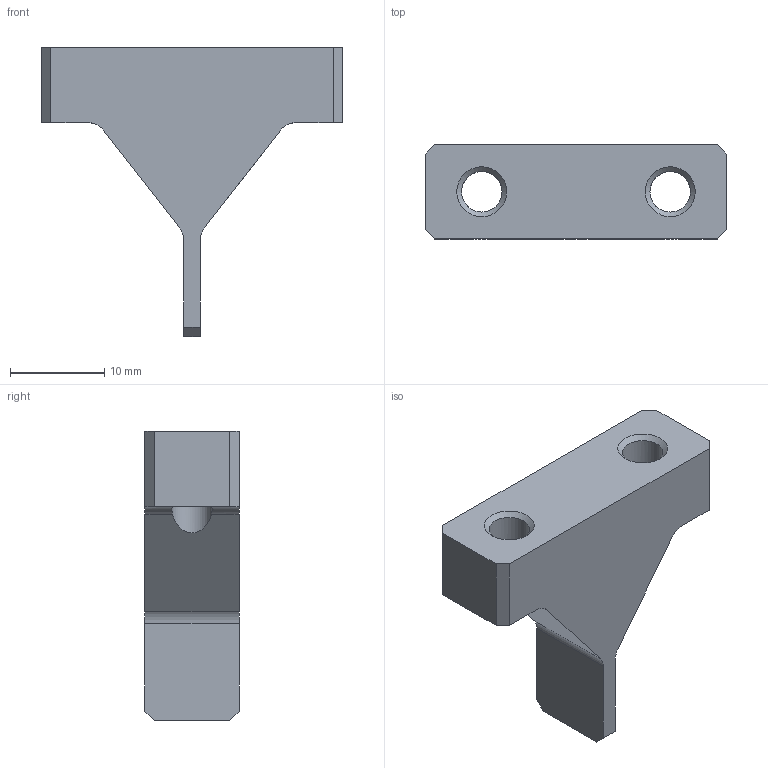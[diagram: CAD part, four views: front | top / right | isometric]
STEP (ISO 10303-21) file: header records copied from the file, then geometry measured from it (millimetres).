
FILE_DESCRIPTION(/* description */ (''),/* implementation_level */ '2;1');
FILE_NAME(/* name */ '02_36__XP__Z_Axis_Endstop_Limiter___V1.0.step',/* time_stamp */ '2025-04-03T11:29:04+02:00',/* author */ (''),/* organization */ (''),/* preprocessor_version */ 'ST-DEVELOPER v20.1',/* originating_system */ 'Autodesk Translation Framework v14.4.0.0',/* authorisation */ '');
FILE_SCHEMA (('AUTOMOTIVE_DESIGN { 1 0 10303 214 3 1 1 }'));
Length unit declared in the file: millimetre
Products named in the file (1): 02_36__XP__Z_Axis_Endstop_Limiter___V1.0
Bounding box: 32 x 10 x 30.7 mm (x, y, z)
Volume: 3765 mm3; surface area: 2078.4 mm2
Topology: 1 solids, 1 shells, 28 faces, 82 edges, 54 vertices
Faces by surface type: plane 18, cylinder 8, cone 2
Full cylindrical faces by diameter (mm): 4.3 x2
Entity records: 1004 total; most frequent: CARTESIAN_POINT 201, ORIENTED_EDGE 164, DIRECTION 154, EDGE_CURVE 82, LINE 60, VECTOR 60, VERTEX_POINT 54, AXIS2_PLACEMENT_3D 47
